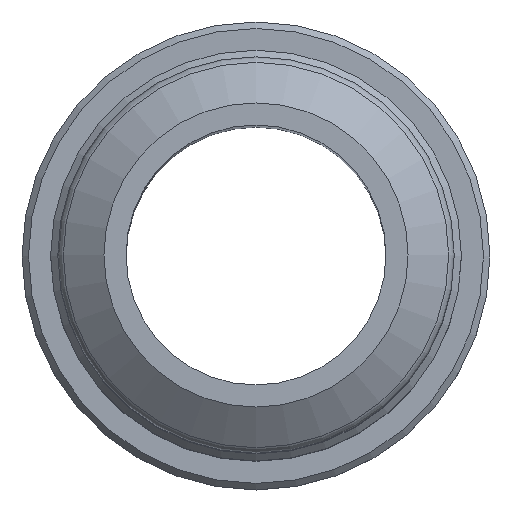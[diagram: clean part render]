
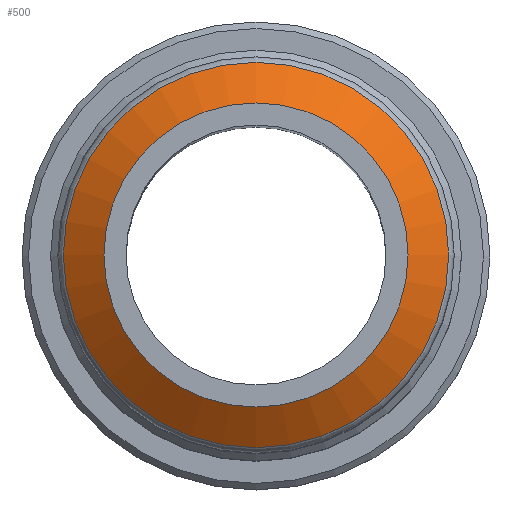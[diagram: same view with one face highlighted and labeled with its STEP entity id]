
A CAD part, top view. The second image highlights one B-rep face of the part: STEP entity #500.
In plain terms, the highlighted conical face has half-angle 55 degrees and reference radius 6.737 mm.
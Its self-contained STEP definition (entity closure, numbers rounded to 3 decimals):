
#75=FACE_OUTER_BOUND('',#119,.T.);
#119=EDGE_LOOP('',(#426,#427,#428,#429,#430));
#145=LINE('',#911,#169);
#169=VECTOR('',#759,6.738);
#210=CIRCLE('',#591,7.412);
#211=CIRCLE('',#592,7.412);
#213=CIRCLE('',#596,5.85);
#250=VERTEX_POINT('',#899);
#251=VERTEX_POINT('',#901);
#253=VERTEX_POINT('',#909);
#308=EDGE_CURVE('',#250,#251,#210,.T.);
#309=EDGE_CURVE('',#251,#250,#211,.T.);
#312=EDGE_CURVE('',#253,#253,#213,.T.);
#313=EDGE_CURVE('',#253,#251,#145,.T.);
#426=ORIENTED_EDGE('',*,*,#312,.F.);
#427=ORIENTED_EDGE('',*,*,#313,.T.);
#428=ORIENTED_EDGE('',*,*,#308,.F.);
#429=ORIENTED_EDGE('',*,*,#309,.F.);
#430=ORIENTED_EDGE('',*,*,#313,.F.);
#469=CONICAL_SURFACE('',#595,6.738,0.96);
#500=ADVANCED_FACE('',(#75),#469,.T.);
#591=AXIS2_PLACEMENT_3D('',#902,#746,#747);
#592=AXIS2_PLACEMENT_3D('',#903,#748,#749);
#595=AXIS2_PLACEMENT_3D('',#908,#755,#756);
#596=AXIS2_PLACEMENT_3D('',#910,#757,#758);
#746=DIRECTION('center_axis',(0.,0.,-1.));
#747=DIRECTION('ref_axis',(0.,-1.,0.));
#748=DIRECTION('center_axis',(0.,0.,-1.));
#749=DIRECTION('ref_axis',(0.,-1.,0.));
#755=DIRECTION('center_axis',(0.,0.,-1.));
#756=DIRECTION('ref_axis',(0.,1.,0.));
#757=DIRECTION('center_axis',(0.,0.,1.));
#758=DIRECTION('ref_axis',(0.,1.,0.));
#759=DIRECTION('',(0.,-0.819,-0.574));
#899=CARTESIAN_POINT('',(7.412,0.,46.906));
#901=CARTESIAN_POINT('',(0.,-7.412,46.906));
#902=CARTESIAN_POINT('Origin',(0.,0.,46.906));
#903=CARTESIAN_POINT('Origin',(0.,0.,46.906));
#908=CARTESIAN_POINT('Origin',(0.,0.,47.379));
#909=CARTESIAN_POINT('',(0.,-5.85,48.));
#910=CARTESIAN_POINT('Origin',(0.,0.,48.));
#911=CARTESIAN_POINT('',(0.,-6.738,47.379));
